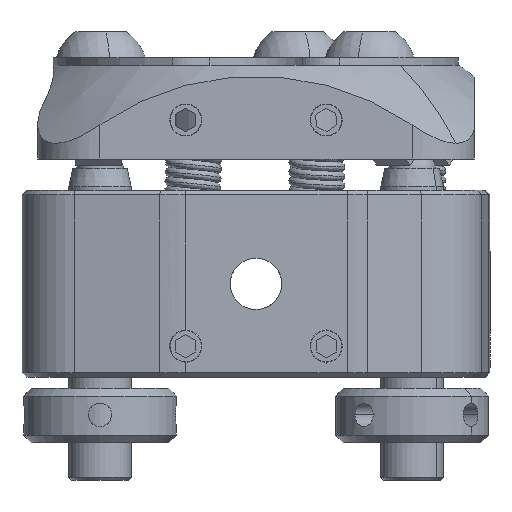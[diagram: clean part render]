
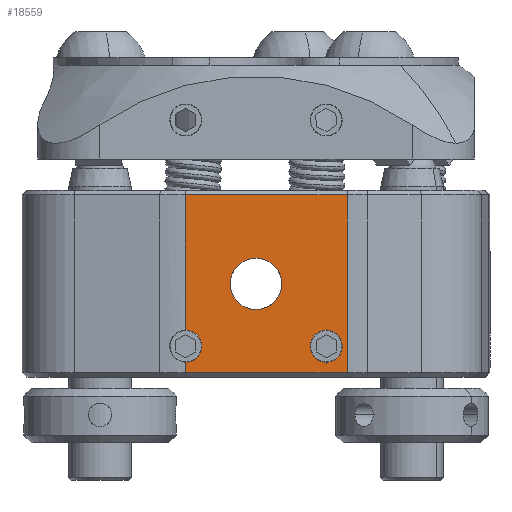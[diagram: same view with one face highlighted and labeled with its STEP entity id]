
A CAD part, front view. The second image highlights one B-rep face of the part: STEP entity #18559.
In plain terms, the highlighted planar face has unit normal (0, -1, 0).
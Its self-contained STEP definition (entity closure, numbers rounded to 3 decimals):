
#226 = VERTEX_POINT ( 'NONE', #20654 ) ;
#333 = EDGE_LOOP ( 'NONE', ( #12106, #4406 ) ) ;
#416 = EDGE_CURVE ( 'NONE', #20955, #22258, #15116, .T. ) ;
#545 = AXIS2_PLACEMENT_3D ( 'NONE', #5507, #18017, #12553 ) ;
#604 = DIRECTION ( 'NONE',  ( 0., -1., 0. ) ) ;
#775 = AXIS2_PLACEMENT_3D ( 'NONE', #11123, #16571, #3882 ) ;
#1203 = DIRECTION ( 'NONE',  ( -1., 0., 0. ) ) ;
#1807 = DIRECTION ( 'NONE',  ( 0., 0., -1. ) ) ;
#2471 = DIRECTION ( 'NONE',  ( 0., -1., 0. ) ) ;
#2596 = CARTESIAN_POINT ( 'NONE',  ( 22.176, 12.499, 17.569 ) ) ;
#2818 = EDGE_CURVE ( 'NONE', #14857, #22813, #21830, .T. ) ;
#2894 = EDGE_CURVE ( 'NONE', #20111, #226, #5426, .T. ) ;
#2958 = EDGE_CURVE ( 'NONE', #22813, #14857, #12498, .T. ) ;
#3049 = CARTESIAN_POINT ( 'NONE',  ( 11.176, 12.499, 23.269 ) ) ;
#3077 = EDGE_CURVE ( 'NONE', #15867, #6987, #20419, .T. ) ;
#3217 = DIRECTION ( 'NONE',  ( 0., 0., -1. ) ) ;
#3323 = VECTOR ( 'NONE', #1203, 1000. ) ;
#3502 = VECTOR ( 'NONE', #20993, 1000. ) ;
#3882 = DIRECTION ( 'NONE',  ( 0., 0., -1. ) ) ;
#4263 = EDGE_LOOP ( 'NONE', ( #5113, #18977, #23253, #15815, #19004, #5077, #21271, #8449 ) ) ;
#4327 = DIRECTION ( 'NONE',  ( 0., 0., -1. ) ) ;
#4406 = ORIENTED_EDGE ( 'NONE', *, *, #2958, .F. ) ;
#5077 = ORIENTED_EDGE ( 'NONE', *, *, #16249, .F. ) ;
#5113 = ORIENTED_EDGE ( 'NONE', *, *, #3077, .T. ) ;
#5426 = LINE ( 'NONE', #15114, #22936 ) ;
#5507 = CARTESIAN_POINT ( 'NONE',  ( 11.176, 12.499, 23.269 ) ) ;
#5555 = DIRECTION ( 'NONE',  ( 0., -1., 0. ) ) ;
#6234 = ORIENTED_EDGE ( 'NONE', *, *, #416, .F. ) ;
#6417 = AXIS2_PLACEMENT_3D ( 'NONE', #8147, #2471, #20634 ) ;
#6453 = DIRECTION ( 'NONE',  ( 0., 0., -1. ) ) ;
#6534 = CARTESIAN_POINT ( 'NONE',  ( 11.176, 12.499, 21.619 ) ) ;
#6623 = CIRCLE ( 'NONE', #19794, 1.65 ) ;
#6652 = CARTESIAN_POINT ( 'NONE',  ( 6.651, 12.499, 17.569 ) ) ;
#6655 = AXIS2_PLACEMENT_3D ( 'NONE', #19172, #17274, #6453 ) ;
#6987 = VERTEX_POINT ( 'NONE', #21826 ) ;
#7602 = EDGE_CURVE ( 'NONE', #9345, #14187, #20109, .T. ) ;
#7793 = FACE_OUTER_BOUND ( 'NONE', #4263, .T. ) ;
#8139 = CARTESIAN_POINT ( 'NONE',  ( 6.651, 12.499, 28.969 ) ) ;
#8147 = CARTESIAN_POINT ( 'NONE',  ( 6.676, 12.499, 19.269 ) ) ;
#8449 = ORIENTED_EDGE ( 'NONE', *, *, #10065, .T. ) ;
#8880 = EDGE_LOOP ( 'NONE', ( #21182, #6234 ) ) ;
#9345 = VERTEX_POINT ( 'NONE', #12896 ) ;
#9482 = FACE_BOUND ( 'NONE', #333, .T. ) ;
#9919 = CARTESIAN_POINT ( 'NONE',  ( 6.676, 12.499, 20.294 ) ) ;
#10010 = CIRCLE ( 'NONE', #16924, 1.025 ) ;
#10040 = DIRECTION ( 'NONE',  ( 0., 1., 0. ) ) ;
#10065 = EDGE_CURVE ( 'NONE', #14187, #15867, #20826, .T. ) ;
#10164 = CIRCLE ( 'NONE', #6417, 1.025 ) ;
#10370 = VECTOR ( 'NONE', #13639, 1000. ) ;
#10438 = DIRECTION ( 'NONE',  ( 0., -1., 0. ) ) ;
#10616 = LINE ( 'NONE', #8139, #3323 ) ;
#10824 = CARTESIAN_POINT ( 'NONE',  ( 11.176, 12.499, 24.919 ) ) ;
#11123 = CARTESIAN_POINT ( 'NONE',  ( 6.676, 12.499, 19.269 ) ) ;
#11215 = EDGE_CURVE ( 'NONE', #6987, #20111, #10616, .T. ) ;
#11605 = VECTOR ( 'NONE', #19738, 1000. ) ;
#12106 = ORIENTED_EDGE ( 'NONE', *, *, #2818, .F. ) ;
#12498 = CIRCLE ( 'NONE', #6655, 1.025 ) ;
#12553 = DIRECTION ( 'NONE',  ( 0., 0., -1. ) ) ;
#12896 = CARTESIAN_POINT ( 'NONE',  ( 6.651, 12.499, 18.244 ) ) ;
#13529 = VERTEX_POINT ( 'NONE', #9919 ) ;
#13639 = DIRECTION ( 'NONE',  ( 1., 0., 0. ) ) ;
#13964 = CARTESIAN_POINT ( 'NONE',  ( 6.676, 12.499, 18.244 ) ) ;
#14187 = VERTEX_POINT ( 'NONE', #6652 ) ;
#14267 = EDGE_CURVE ( 'NONE', #15043, #13529, #17028, .T. ) ;
#14831 = FACE_BOUND ( 'NONE', #8880, .T. ) ;
#14857 = VERTEX_POINT ( 'NONE', #19033 ) ;
#15038 = AXIS2_PLACEMENT_3D ( 'NONE', #22906, #10040, #21037 ) ;
#15043 = VERTEX_POINT ( 'NONE', #13964 ) ;
#15114 = CARTESIAN_POINT ( 'NONE',  ( 6.651, 12.499, 29.269 ) ) ;
#15116 = CIRCLE ( 'NONE', #545, 1.65 ) ;
#15154 = PLANE ( 'NONE',  #15038 ) ;
#15189 = DIRECTION ( 'NONE',  ( 0., 0., -1. ) ) ;
#15815 = ORIENTED_EDGE ( 'NONE', *, *, #22442, .F. ) ;
#15867 = VERTEX_POINT ( 'NONE', #19407 ) ;
#16026 = AXIS2_PLACEMENT_3D ( 'NONE', #18778, #604, #15189 ) ;
#16249 = EDGE_CURVE ( 'NONE', #9345, #15043, #10164, .T. ) ;
#16571 = DIRECTION ( 'NONE',  ( 0., -1., 0. ) ) ;
#16924 = AXIS2_PLACEMENT_3D ( 'NONE', #21979, #5555, #1807 ) ;
#17028 = CIRCLE ( 'NONE', #775, 1.025 ) ;
#17274 = DIRECTION ( 'NONE',  ( 0., -1., 0. ) ) ;
#18017 = DIRECTION ( 'NONE',  ( 0., -1., 0. ) ) ;
#18559 = ADVANCED_FACE ( 'NONE', ( #7793, #9482, #14831 ), #15154, .F. ) ;
#18778 = CARTESIAN_POINT ( 'NONE',  ( 15.676, 12.499, 19.269 ) ) ;
#18977 = ORIENTED_EDGE ( 'NONE', *, *, #11215, .T. ) ;
#19004 = ORIENTED_EDGE ( 'NONE', *, *, #14267, .F. ) ;
#19015 = CARTESIAN_POINT ( 'NONE',  ( 17.018, 12.499, 29.269 ) ) ;
#19033 = CARTESIAN_POINT ( 'NONE',  ( 15.676, 12.499, 18.244 ) ) ;
#19172 = CARTESIAN_POINT ( 'NONE',  ( 15.676, 12.499, 19.269 ) ) ;
#19407 = CARTESIAN_POINT ( 'NONE',  ( 17.018, 12.499, 17.569 ) ) ;
#19551 = CARTESIAN_POINT ( 'NONE',  ( 15.676, 12.499, 20.294 ) ) ;
#19588 = CARTESIAN_POINT ( 'NONE',  ( 6.651, 12.499, 17.756 ) ) ;
#19717 = EDGE_CURVE ( 'NONE', #22258, #20955, #6623, .T. ) ;
#19738 = DIRECTION ( 'NONE',  ( 0., 0., -1. ) ) ;
#19794 = AXIS2_PLACEMENT_3D ( 'NONE', #3049, #10438, #3217 ) ;
#20109 = LINE ( 'NONE', #19588, #11605 ) ;
#20111 = VERTEX_POINT ( 'NONE', #22333 ) ;
#20419 = LINE ( 'NONE', #19015, #3502 ) ;
#20634 = DIRECTION ( 'NONE',  ( 0., 0., -1. ) ) ;
#20654 = CARTESIAN_POINT ( 'NONE',  ( 6.651, 12.499, 20.293 ) ) ;
#20826 = LINE ( 'NONE', #2596, #10370 ) ;
#20955 = VERTEX_POINT ( 'NONE', #10824 ) ;
#20993 = DIRECTION ( 'NONE',  ( 0., 0., 1. ) ) ;
#21037 = DIRECTION ( 'NONE',  ( -1., 0., 0. ) ) ;
#21182 = ORIENTED_EDGE ( 'NONE', *, *, #19717, .F. ) ;
#21271 = ORIENTED_EDGE ( 'NONE', *, *, #7602, .T. ) ;
#21826 = CARTESIAN_POINT ( 'NONE',  ( 17.018, 12.499, 28.969 ) ) ;
#21830 = CIRCLE ( 'NONE', #16026, 1.025 ) ;
#21979 = CARTESIAN_POINT ( 'NONE',  ( 6.676, 12.499, 19.269 ) ) ;
#22258 = VERTEX_POINT ( 'NONE', #6534 ) ;
#22333 = CARTESIAN_POINT ( 'NONE',  ( 6.651, 12.499, 28.969 ) ) ;
#22442 = EDGE_CURVE ( 'NONE', #13529, #226, #10010, .T. ) ;
#22813 = VERTEX_POINT ( 'NONE', #19551 ) ;
#22906 = CARTESIAN_POINT ( 'NONE',  ( 22.176, 12.499, 29.269 ) ) ;
#22936 = VECTOR ( 'NONE', #4327, 1000. ) ;
#23253 = ORIENTED_EDGE ( 'NONE', *, *, #2894, .T. ) ;
